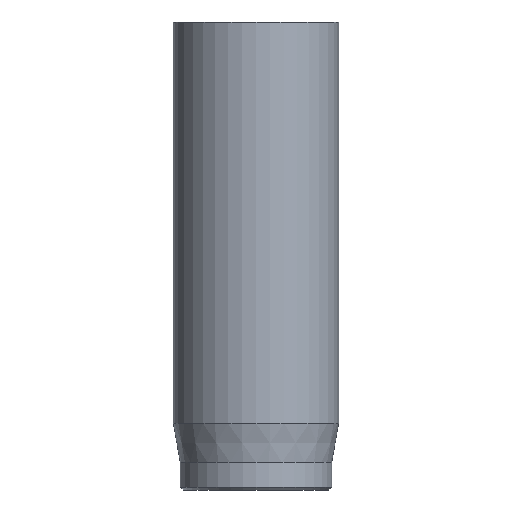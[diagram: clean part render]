
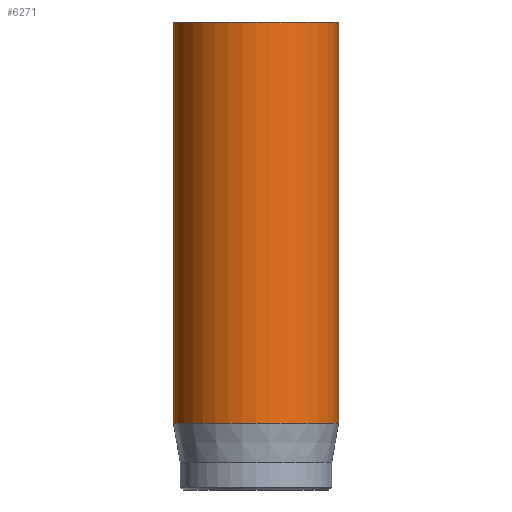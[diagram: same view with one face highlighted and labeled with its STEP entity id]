
A CAD part, front view. The second image highlights one B-rep face of the part: STEP entity #6271.
In plain terms, the highlighted cylindrical face has radius 3 mm (diameter 6 mm), a full revolution.
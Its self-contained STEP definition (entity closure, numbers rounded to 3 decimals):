
#36=CYLINDRICAL_SURFACE('',#6517,3.);
#52=CIRCLE('',#6484,3.);
#68=CIRCLE('',#6515,3.);
#69=CIRCLE('',#6516,3.);
#517=FACE_OUTER_BOUND('',#884,.T.);
#884=EDGE_LOOP('',(#5452,#5453,#5454,#5455,#5456));
#1349=LINE('',#11399,#1829);
#1829=VECTOR('',#7218,3.);
#2833=VERTEX_POINT('',#11338);
#2849=VERTEX_POINT('',#11393);
#2850=VERTEX_POINT('',#11394);
#3711=EDGE_CURVE('',#2833,#2833,#52,.T.);
#3735=EDGE_CURVE('',#2849,#2850,#68,.T.);
#3736=EDGE_CURVE('',#2850,#2849,#69,.T.);
#3738=EDGE_CURVE('',#2833,#2849,#1349,.T.);
#5452=ORIENTED_EDGE('',*,*,#3711,.T.);
#5453=ORIENTED_EDGE('',*,*,#3738,.T.);
#5454=ORIENTED_EDGE('',*,*,#3735,.T.);
#5455=ORIENTED_EDGE('',*,*,#3736,.T.);
#5456=ORIENTED_EDGE('',*,*,#3738,.F.);
#6271=ADVANCED_FACE('',(#517),#36,.T.);
#6484=AXIS2_PLACEMENT_3D('',#11339,#7141,#7142);
#6515=AXIS2_PLACEMENT_3D('',#11395,#7211,#7212);
#6516=AXIS2_PLACEMENT_3D('',#11396,#7213,#7214);
#6517=AXIS2_PLACEMENT_3D('',#11398,#7216,#7217);
#7141=DIRECTION('center_axis',(0.,0.,-1.));
#7142=DIRECTION('ref_axis',(-1.,0.,0.));
#7211=DIRECTION('center_axis',(0.,0.,1.));
#7212=DIRECTION('ref_axis',(-1.,0.,0.));
#7213=DIRECTION('center_axis',(0.,0.,1.));
#7214=DIRECTION('ref_axis',(-1.,0.,0.));
#7216=DIRECTION('center_axis',(0.,0.,1.));
#7217=DIRECTION('ref_axis',(-1.,0.,0.));
#7218=DIRECTION('',(0.,0.,-1.));
#11338=CARTESIAN_POINT('',(3.,0.,17.));
#11339=CARTESIAN_POINT('Origin',(0.,0.,17.));
#11393=CARTESIAN_POINT('',(3.,0.,2.418));
#11394=CARTESIAN_POINT('',(-3.,0.,2.418));
#11395=CARTESIAN_POINT('Origin',(0.,0.,2.418));
#11396=CARTESIAN_POINT('Origin',(0.,0.,2.418));
#11398=CARTESIAN_POINT('Origin',(0.,0.,0.));
#11399=CARTESIAN_POINT('',(3.,0.,0.));
